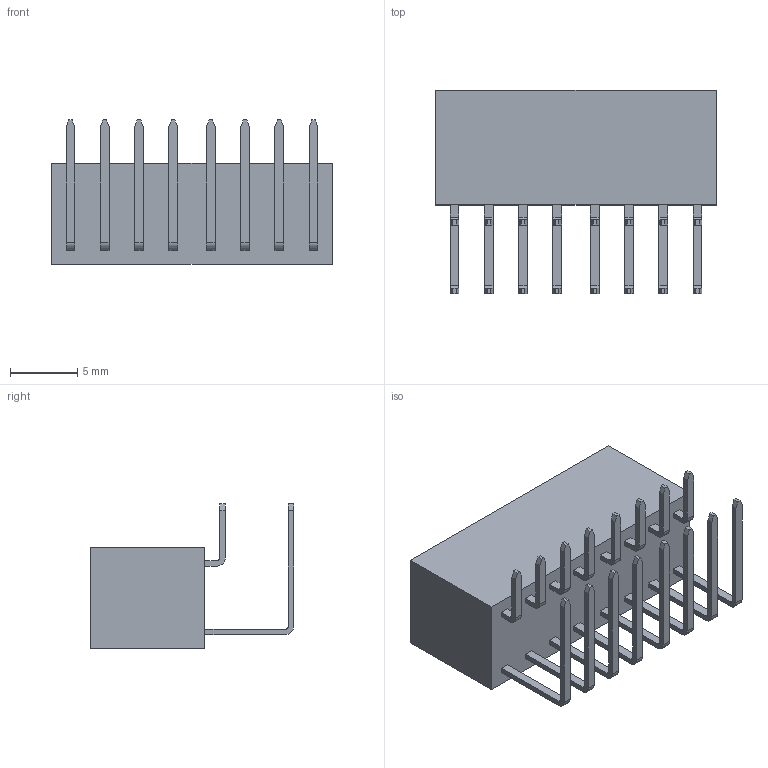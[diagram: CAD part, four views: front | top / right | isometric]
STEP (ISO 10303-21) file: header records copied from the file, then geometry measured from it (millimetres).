
FILE_DESCRIPTION( ('This file contains a STEP AP42 implementation' ,'as created by ZW3D STEP Interface translator.') ,'2;1' );
FILE_NAME( '2185-3XXRXXCYNX2.stp' ,'23 5 4.1630 8', (''), ('ZWCAD Software Co.'), 'Version 1.0', 'ZW3D to STEP translator', '' );
FILE_SCHEMA(('AUTOMOTIVE_DESIGN { 1 0 10303 214 1 1 1 1 }'));
Length unit declared in the file: millimetre
Products named in the file (2): 0; 2185-304RXXCYNA1
Bounding box: 20.82 x 15.08 x 10.7 mm (x, y, z)
Volume: 1140.7 mm3; surface area: 2692.7 mm2
Topology: 1 solids, 1 shells, 1510 faces, 4284 edges, 2792 vertices
Faces by surface type: plane 1270, cylinder 240
Entity records: 50359 total; most frequent: CARTESIAN_POINT 9067, ORIENTED_EDGE 8568, DIRECTION 7690, EDGE_CURVE 4284, VECTOR 3708, LINE 3708, VERTEX_POINT 2792, AXIS2_PLACEMENT_3D 1991
